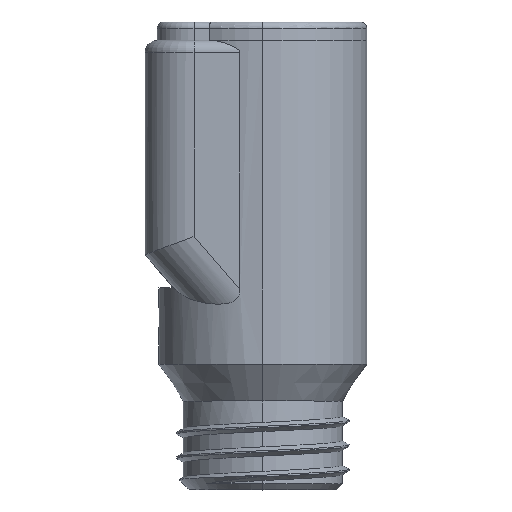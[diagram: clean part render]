
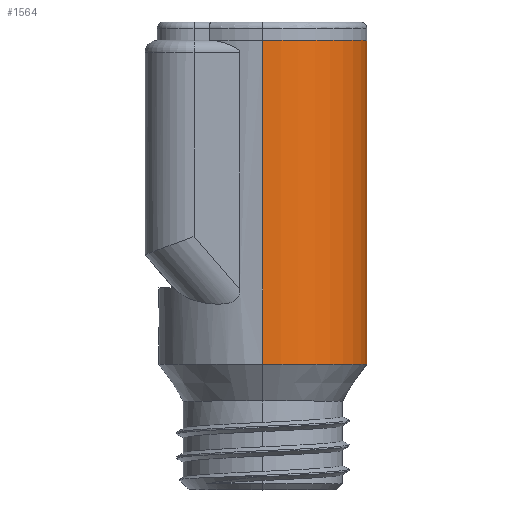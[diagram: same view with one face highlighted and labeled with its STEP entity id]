
A CAD part, top view. The second image highlights one B-rep face of the part: STEP entity #1564.
In plain terms, the highlighted cylindrical face has radius 17 mm (diameter 34 mm), a partial arc.
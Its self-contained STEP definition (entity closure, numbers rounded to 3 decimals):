
#6 = EDGE_CURVE ( 'NONE', #811, #2371, #1477, .T. ) ;
#45 = DIRECTION ( 'NONE',  ( 0., 0., 1. ) ) ;
#83 = CARTESIAN_POINT ( 'NONE',  ( 0., 20.5, 0. ) ) ;
#531 = CIRCLE ( 'NONE', #654, 17. ) ;
#654 = AXIS2_PLACEMENT_3D ( 'NONE', #2284, #1204, #45 ) ;
#695 = CARTESIAN_POINT ( 'NONE',  ( 0., 20.5, -17. ) ) ;
#811 = VERTEX_POINT ( 'NONE', #7254 ) ;
#908 = CARTESIAN_POINT ( 'NONE',  ( 0., 33., -17. ) ) ;
#1053 = EDGE_CURVE ( 'NONE', #4708, #811, #531, .T. ) ;
#1204 = DIRECTION ( 'NONE',  ( 0., 1., 0. ) ) ;
#1477 = LINE ( 'NONE', #908, #1965 ) ;
#1533 = ORIENTED_EDGE ( 'NONE', *, *, #1053, .F. ) ;
#1564 = ADVANCED_FACE ( 'NONE', ( #2091 ), #4950, .T. ) ;
#1617 = EDGE_CURVE ( 'NONE', #2371, #6316, #2584, .T. ) ;
#1965 = VECTOR ( 'NONE', #3843, 1000. ) ;
#2091 = FACE_OUTER_BOUND ( 'NONE', #7320, .T. ) ;
#2284 = CARTESIAN_POINT ( 'NONE',  ( 0., 73.4, 0. ) ) ;
#2371 = VERTEX_POINT ( 'NONE', #695 ) ;
#2584 = CIRCLE ( 'NONE', #6363, 17. ) ;
#3019 = ORIENTED_EDGE ( 'NONE', *, *, #6, .F. ) ;
#3843 = DIRECTION ( 'NONE',  ( 0., -1., 0. ) ) ;
#4378 = DIRECTION ( 'NONE',  ( 0., 0., -1. ) ) ;
#4445 = CARTESIAN_POINT ( 'NONE',  ( 0., 20.5, 17. ) ) ;
#4708 = VERTEX_POINT ( 'NONE', #7048 ) ;
#4734 = EDGE_CURVE ( 'NONE', #4708, #6316, #4874, .T. ) ;
#4874 = LINE ( 'NONE', #5913, #6354 ) ;
#4950 = CYLINDRICAL_SURFACE ( 'NONE', #5759, 17. ) ;
#5601 = DIRECTION ( 'NONE',  ( 0., -1., 0. ) ) ;
#5759 = AXIS2_PLACEMENT_3D ( 'NONE', #7287, #5601, #4378 ) ;
#5913 = CARTESIAN_POINT ( 'NONE',  ( 0., 33., 17. ) ) ;
#6316 = VERTEX_POINT ( 'NONE', #4445 ) ;
#6354 = VECTOR ( 'NONE', #7209, 1000. ) ;
#6363 = AXIS2_PLACEMENT_3D ( 'NONE', #83, #7202, #6553 ) ;
#6553 = DIRECTION ( 'NONE',  ( 0., 0., 1. ) ) ;
#7001 = ORIENTED_EDGE ( 'NONE', *, *, #1617, .F. ) ;
#7048 = CARTESIAN_POINT ( 'NONE',  ( 0., 73.4, 17. ) ) ;
#7202 = DIRECTION ( 'NONE',  ( 0., -1., 0. ) ) ;
#7209 = DIRECTION ( 'NONE',  ( 0., -1., 0. ) ) ;
#7254 = CARTESIAN_POINT ( 'NONE',  ( 0., 73.4, -17. ) ) ;
#7287 = CARTESIAN_POINT ( 'NONE',  ( 0., 33., 0. ) ) ;
#7320 = EDGE_LOOP ( 'NONE', ( #1533, #7556, #7001, #3019 ) ) ;
#7556 = ORIENTED_EDGE ( 'NONE', *, *, #4734, .T. ) ;
